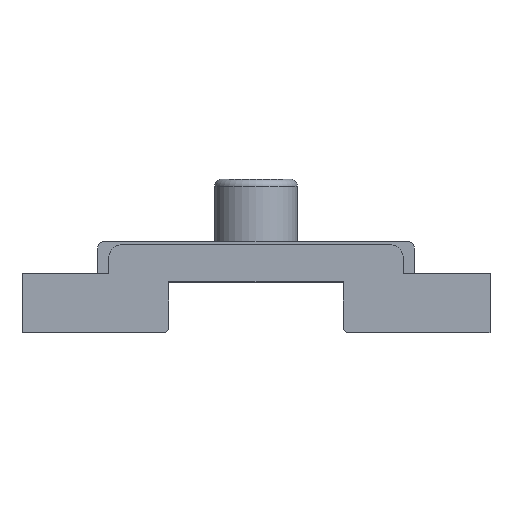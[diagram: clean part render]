
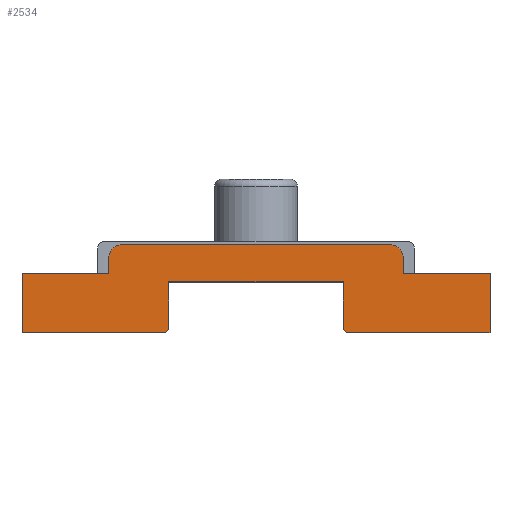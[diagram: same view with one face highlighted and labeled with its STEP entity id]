
A CAD part, front view. The second image highlights one B-rep face of the part: STEP entity #2534.
In plain terms, the highlighted planar face has unit normal (0, -1, 0).
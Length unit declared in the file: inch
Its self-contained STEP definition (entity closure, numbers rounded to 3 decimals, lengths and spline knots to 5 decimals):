
#12 = ORIENTED_EDGE ( 'NONE', *, *, #2725, .T. ) ;
#17 = DIRECTION ( 'NONE',  ( 0., 0., -1. ) ) ;
#29 = CARTESIAN_POINT ( 'NONE',  ( -0.66929, -0.98425, 0.1122 ) ) ;
#65 = CARTESIAN_POINT ( 'NONE',  ( 0.25984, -0.98425, 0.1122 ) ) ;
#138 = CARTESIAN_POINT ( 'NONE',  ( -0.66929, -0.98425, 0.2815 ) ) ;
#161 = VERTEX_POINT ( 'NONE', #1839 ) ;
#163 = CIRCLE ( 'NONE', #1649, 0.03937 ) ;
#180 = VECTOR ( 'NONE', #430, 39.37008 ) ;
#190 = EDGE_CURVE ( 'NONE', #3152, #1585, #2224, .T. ) ;
#251 = CARTESIAN_POINT ( 'NONE',  ( -0.42126, -0.98425, 0.2815 ) ) ;
#292 = DIRECTION ( 'NONE',  ( 0., 0., 1. ) ) ;
#365 = ORIENTED_EDGE ( 'NONE', *, *, #3662, .T. ) ;
#380 = CARTESIAN_POINT ( 'NONE',  ( -0.25, -0.98425, 0.12205 ) ) ;
#385 = DIRECTION ( 'NONE',  ( 0., -1., 0. ) ) ;
#392 = CARTESIAN_POINT ( 'NONE',  ( 0.25, -0.98425, 0.25787 ) ) ;
#412 = EDGE_CURVE ( 'NONE', #3257, #1055, #807, .T. ) ;
#427 = DIRECTION ( 'NONE',  ( 0., 1., 0. ) ) ;
#430 = DIRECTION ( 'NONE',  ( -1., 0., 0. ) ) ;
#452 = ORIENTED_EDGE ( 'NONE', *, *, #1341, .F. ) ;
#493 = ORIENTED_EDGE ( 'NONE', *, *, #2802, .F. ) ;
#498 = CARTESIAN_POINT ( 'NONE',  ( -0.66929, -0.98425, 0.2815 ) ) ;
#526 = CARTESIAN_POINT ( 'NONE',  ( 0.66929, -0.98425, 0.1122 ) ) ;
#617 = DIRECTION ( 'NONE',  ( 0.707, 0., -0.707 ) ) ;
#649 = DIRECTION ( 'NONE',  ( 0., 0., -1. ) ) ;
#660 = CARTESIAN_POINT ( 'NONE',  ( 0.25984, -0.98425, 0.1122 ) ) ;
#661 = LINE ( 'NONE', #392, #3111 ) ;
#689 = VERTEX_POINT ( 'NONE', #2118 ) ;
#690 = CARTESIAN_POINT ( 'NONE',  ( 0.38189, -0.98425, 0.36417 ) ) ;
#727 = VERTEX_POINT ( 'NONE', #498 ) ;
#769 = VERTEX_POINT ( 'NONE', #1460 ) ;
#772 = AXIS2_PLACEMENT_3D ( 'NONE', #1820, #2473, #3726 ) ;
#776 = ORIENTED_EDGE ( 'NONE', *, *, #2643, .F. ) ;
#807 = LINE ( 'NONE', #2860, #2277 ) ;
#810 = CARTESIAN_POINT ( 'NONE',  ( -0.25, -0.98425, 0.25787 ) ) ;
#844 = DIRECTION ( 'NONE',  ( 0., 0., -1. ) ) ;
#923 = CARTESIAN_POINT ( 'NONE',  ( -0.66929, -0.98425, 0.1122 ) ) ;
#929 = EDGE_CURVE ( 'NONE', #161, #1713, #1631, .T. ) ;
#941 = CARTESIAN_POINT ( 'NONE',  ( 0.66929, -0.98425, 0.1122 ) ) ;
#951 = DIRECTION ( 'NONE',  ( 1., 0., 0. ) ) ;
#982 = VERTEX_POINT ( 'NONE', #1506 ) ;
#996 = LINE ( 'NONE', #3100, #1791 ) ;
#1003 = DIRECTION ( 'NONE',  ( 0., 0., -1. ) ) ;
#1007 = DIRECTION ( 'NONE',  ( 1., 0., 0. ) ) ;
#1019 = CARTESIAN_POINT ( 'NONE',  ( 0.38189, -0.98425, 0.3248 ) ) ;
#1035 = ORIENTED_EDGE ( 'NONE', *, *, #190, .F. ) ;
#1055 = VERTEX_POINT ( 'NONE', #251 ) ;
#1094 = ORIENTED_EDGE ( 'NONE', *, *, #412, .T. ) ;
#1149 = DIRECTION ( 'NONE',  ( 0., 0., -1. ) ) ;
#1194 = LINE ( 'NONE', #1811, #3549 ) ;
#1198 = CARTESIAN_POINT ( 'NONE',  ( 0.25, -0.98425, 0.1122 ) ) ;
#1209 = VERTEX_POINT ( 'NONE', #1822 ) ;
#1284 = ORIENTED_EDGE ( 'NONE', *, *, #1611, .T. ) ;
#1341 = EDGE_CURVE ( 'NONE', #689, #2778, #3355, .T. ) ;
#1343 = VECTOR ( 'NONE', #951, 39.37008 ) ;
#1391 = EDGE_LOOP ( 'NONE', ( #1284, #2354, #12, #365, #1094, #3590, #2686, #3860, #2726, #493, #452, #3057, #3280, #2430, #1035, #776 ) ) ;
#1440 = LINE ( 'NONE', #3231, #1343 ) ;
#1460 = CARTESIAN_POINT ( 'NONE',  ( 0.42126, -0.98425, 0.3248 ) ) ;
#1496 = CARTESIAN_POINT ( 'NONE',  ( 0.66929, -0.98425, 0.2815 ) ) ;
#1506 = CARTESIAN_POINT ( 'NONE',  ( 0.25, -0.98425, 0.12205 ) ) ;
#1532 = VECTOR ( 'NONE', #617, 39.37008 ) ;
#1574 = CARTESIAN_POINT ( 'NONE',  ( -0.42126, -0.98425, 0.3248 ) ) ;
#1585 = VERTEX_POINT ( 'NONE', #941 ) ;
#1592 = EDGE_CURVE ( 'NONE', #727, #2392, #1617, .T. ) ;
#1611 = EDGE_CURVE ( 'NONE', #1209, #769, #3559, .T. ) ;
#1617 = LINE ( 'NONE', #923, #1964 ) ;
#1631 = LINE ( 'NONE', #2207, #1974 ) ;
#1649 = AXIS2_PLACEMENT_3D ( 'NONE', #1019, #385, #2300 ) ;
#1657 = CARTESIAN_POINT ( 'NONE',  ( -0.66929, -0.98425, 0.2815 ) ) ;
#1667 = CARTESIAN_POINT ( 'NONE',  ( 0.25, -0.98425, 0.25787 ) ) ;
#1713 = VERTEX_POINT ( 'NONE', #380 ) ;
#1791 = VECTOR ( 'NONE', #1149, 39.37008 ) ;
#1811 = CARTESIAN_POINT ( 'NONE',  ( -0.42126, -0.98425, 0.36417 ) ) ;
#1820 = CARTESIAN_POINT ( 'NONE',  ( -0.38189, -0.98425, 0.3248 ) ) ;
#1821 = EDGE_CURVE ( 'NONE', #2392, #161, #3258, .T. ) ;
#1822 = CARTESIAN_POINT ( 'NONE',  ( 0.42126, -0.98425, 0.2815 ) ) ;
#1839 = CARTESIAN_POINT ( 'NONE',  ( -0.25984, -0.98425, 0.1122 ) ) ;
#1925 = CARTESIAN_POINT ( 'NONE',  ( 0.42126, -0.98425, 0.36417 ) ) ;
#1964 = VECTOR ( 'NONE', #17, 39.37008 ) ;
#1974 = VECTOR ( 'NONE', #3514, 39.37008 ) ;
#1983 = LINE ( 'NONE', #660, #1532 ) ;
#2047 = LINE ( 'NONE', #138, #2406 ) ;
#2118 = CARTESIAN_POINT ( 'NONE',  ( 0.25, -0.98425, 0.25787 ) ) ;
#2156 = FACE_OUTER_BOUND ( 'NONE', #1391, .T. ) ;
#2207 = CARTESIAN_POINT ( 'NONE',  ( -0.25984, -0.98425, 0.1122 ) ) ;
#2224 = LINE ( 'NONE', #526, #3916 ) ;
#2249 = AXIS2_PLACEMENT_3D ( 'NONE', #3570, #427, #3240 ) ;
#2277 = VECTOR ( 'NONE', #649, 39.37008 ) ;
#2300 = DIRECTION ( 'NONE',  ( 0., 0., 1. ) ) ;
#2344 = VERTEX_POINT ( 'NONE', #65 ) ;
#2354 = ORIENTED_EDGE ( 'NONE', *, *, #3449, .T. ) ;
#2392 = VERTEX_POINT ( 'NONE', #29 ) ;
#2406 = VECTOR ( 'NONE', #2694, 39.37008 ) ;
#2425 = LINE ( 'NONE', #1657, #2727 ) ;
#2430 = ORIENTED_EDGE ( 'NONE', *, *, #3270, .T. ) ;
#2473 = DIRECTION ( 'NONE',  ( 0., -1., 0. ) ) ;
#2493 = EDGE_CURVE ( 'NONE', #689, #982, #661, .T. ) ;
#2534 = ADVANCED_FACE ( 'NONE', ( #2156 ), #2654, .F. ) ;
#2552 = VECTOR ( 'NONE', #3432, 39.37008 ) ;
#2643 = EDGE_CURVE ( 'NONE', #1209, #3152, #2047, .T. ) ;
#2654 = PLANE ( 'NONE',  #2249 ) ;
#2686 = ORIENTED_EDGE ( 'NONE', *, *, #1592, .T. ) ;
#2694 = DIRECTION ( 'NONE',  ( 1., 0., 0. ) ) ;
#2725 = EDGE_CURVE ( 'NONE', #4057, #3630, #1194, .T. ) ;
#2726 = ORIENTED_EDGE ( 'NONE', *, *, #929, .T. ) ;
#2727 = VECTOR ( 'NONE', #1007, 39.37008 ) ;
#2778 = VERTEX_POINT ( 'NONE', #810 ) ;
#2802 = EDGE_CURVE ( 'NONE', #2778, #1713, #996, .T. ) ;
#2860 = CARTESIAN_POINT ( 'NONE',  ( -0.42126, -0.98425, 0.2815 ) ) ;
#3057 = ORIENTED_EDGE ( 'NONE', *, *, #2493, .T. ) ;
#3100 = CARTESIAN_POINT ( 'NONE',  ( -0.25, -0.98425, 0.25787 ) ) ;
#3111 = VECTOR ( 'NONE', #1003, 39.37008 ) ;
#3152 = VERTEX_POINT ( 'NONE', #1496 ) ;
#3231 = CARTESIAN_POINT ( 'NONE',  ( 0.25, -0.98425, 0.1122 ) ) ;
#3240 = DIRECTION ( 'NONE',  ( 0., 0., 1. ) ) ;
#3257 = VERTEX_POINT ( 'NONE', #1574 ) ;
#3258 = LINE ( 'NONE', #1198, #2552 ) ;
#3270 = EDGE_CURVE ( 'NONE', #2344, #1585, #1440, .T. ) ;
#3280 = ORIENTED_EDGE ( 'NONE', *, *, #3825, .T. ) ;
#3355 = LINE ( 'NONE', #1667, #180 ) ;
#3361 = EDGE_CURVE ( 'NONE', #727, #1055, #2425, .T. ) ;
#3432 = DIRECTION ( 'NONE',  ( 1., 0., 0. ) ) ;
#3449 = EDGE_CURVE ( 'NONE', #769, #4057, #163, .T. ) ;
#3514 = DIRECTION ( 'NONE',  ( 0.707, 0., 0.707 ) ) ;
#3549 = VECTOR ( 'NONE', #3994, 39.37008 ) ;
#3559 = LINE ( 'NONE', #1925, #3808 ) ;
#3570 = CARTESIAN_POINT ( 'NONE',  ( 0., -0.98425, 0. ) ) ;
#3590 = ORIENTED_EDGE ( 'NONE', *, *, #3361, .F. ) ;
#3610 = CARTESIAN_POINT ( 'NONE',  ( -0.38189, -0.98425, 0.36417 ) ) ;
#3630 = VERTEX_POINT ( 'NONE', #3610 ) ;
#3662 = EDGE_CURVE ( 'NONE', #3630, #3257, #3778, .T. ) ;
#3726 = DIRECTION ( 'NONE',  ( 0., 0., 1. ) ) ;
#3778 = CIRCLE ( 'NONE', #772, 0.03937 ) ;
#3808 = VECTOR ( 'NONE', #292, 39.37008 ) ;
#3825 = EDGE_CURVE ( 'NONE', #982, #2344, #1983, .T. ) ;
#3860 = ORIENTED_EDGE ( 'NONE', *, *, #1821, .T. ) ;
#3916 = VECTOR ( 'NONE', #844, 39.37008 ) ;
#3994 = DIRECTION ( 'NONE',  ( -1., 0., 0. ) ) ;
#4057 = VERTEX_POINT ( 'NONE', #690 ) ;
